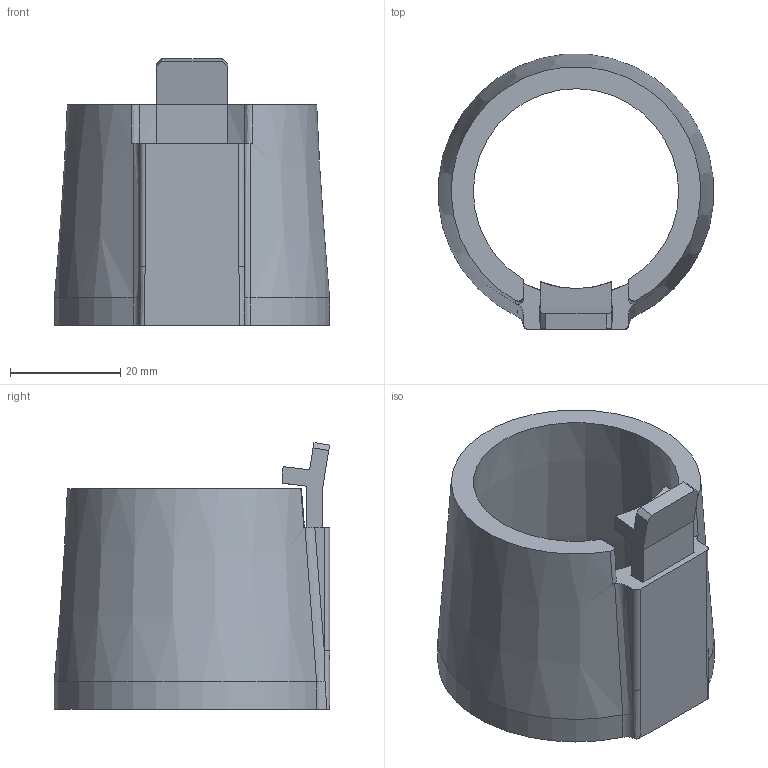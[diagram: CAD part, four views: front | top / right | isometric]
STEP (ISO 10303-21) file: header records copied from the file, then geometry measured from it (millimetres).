
FILE_DESCRIPTION(/* description */ (''),/* implementation_level */ '2;1');
FILE_NAME(/* name */ 'Ryobi Orbital Sander half-connector and clip.step',/* time_stamp */ '2025-10-25T08:16:07-05:00',/* author */ (''),/* organization */ (''),/* preprocessor_version */ 'ST-DEVELOPER v20.1',/* originating_system */ 'Autodesk Translation Framework v14.17.0.0',/* authorisation */ '');
FILE_SCHEMA (('AUTOMOTIVE_DESIGN { 1 0 10303 214 3 1 1 }'));
Length unit declared in the file: millimetre
Products named in the file (3): (Unsaved); Ryobi Orbital Sander Dust collection; Clip
Assembly tree (2 placements, depth 3):
  (Unsaved)
    Ryobi Orbital Sander Dust collection
      Clip
Bounding box: 49.82 x 49.91 x 48.35 mm (x, y, z)
Volume: 22368.9 mm3; surface area: 13755.8 mm2
Topology: 2 solids, 2 shells, 45 faces, 120 edges, 79 vertices
Faces by surface type: plane 30, cylinder 7, bspline 6, cone 2
Full cylindrical faces by diameter (mm): 42.5 x1
Entity records: 1999 total; most frequent: CARTESIAN_POINT 860, ORIENTED_EDGE 240, DIRECTION 198, EDGE_CURVE 120, VERTEX_POINT 79, LINE 70, VECTOR 70, AXIS2_PLACEMENT_3D 64
